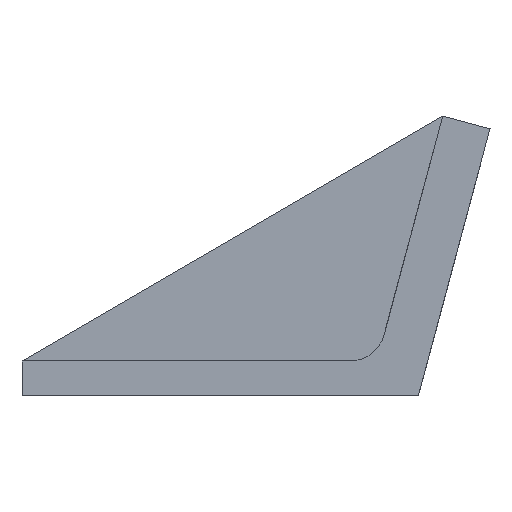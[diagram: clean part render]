
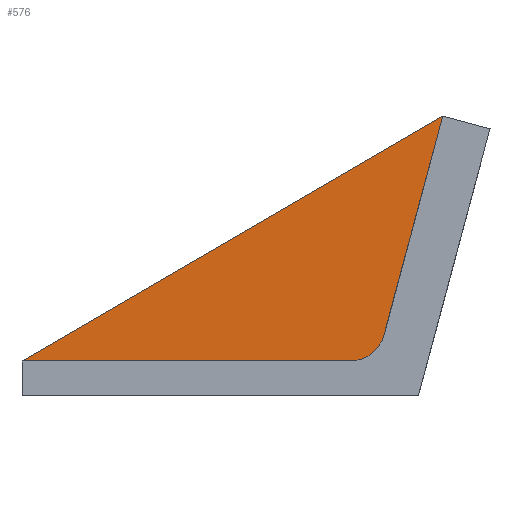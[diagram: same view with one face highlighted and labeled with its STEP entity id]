
A CAD part, left-side view. The second image highlights one B-rep face of the part: STEP entity #576.
In plain terms, the highlighted planar face has unit normal (-1, 0, 0).
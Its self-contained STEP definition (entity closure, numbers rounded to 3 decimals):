
#52 = DIRECTION ( 'NONE',  ( -1., 0., 0. ) ) ;
#58 = AXIS2_PLACEMENT_3D ( 'NONE', #1340, #52, #616 ) ;
#60 = ORIENTED_EDGE ( 'NONE', *, *, #499, .T. ) ;
#126 = CARTESIAN_POINT ( 'NONE',  ( -10., 30., 57. ) ) ;
#129 = PLANE ( 'NONE',  #864 ) ;
#149 = ORIENTED_EDGE ( 'NONE', *, *, #1031, .T. ) ;
#242 = DIRECTION ( 'NONE',  ( -1., 0., 0. ) ) ;
#255 = DIRECTION ( 'NONE',  ( 0., -1., 0. ) ) ;
#305 = CARTESIAN_POINT ( 'NONE',  ( -10., -16.892, 57. ) ) ;
#396 = VECTOR ( 'NONE', #844, 1000. ) ;
#419 = LINE ( 'NONE', #851, #396 ) ;
#437 = CARTESIAN_POINT ( 'NONE',  ( -10., -16.892, 62. ) ) ;
#499 = EDGE_CURVE ( 'NONE', #1126, #901, #419, .T. ) ;
#561 = DIRECTION ( 'NONE',  ( 0., 0., 1. ) ) ;
#576 = ADVANCED_FACE ( 'NONE', ( #967 ), #129, .T. ) ;
#587 = EDGE_LOOP ( 'NONE', ( #60, #149, #843, #1269 ) ) ;
#616 = DIRECTION ( 'NONE',  ( 0., 0., 1. ) ) ;
#653 = CIRCLE ( 'NONE', #58, 5. ) ;
#670 = LINE ( 'NONE', #126, #760 ) ;
#679 = CARTESIAN_POINT ( 'NONE',  ( -10., -21.721, 60.706 ) ) ;
#760 = VECTOR ( 'NONE', #255, 1000. ) ;
#783 = CARTESIAN_POINT ( 'NONE',  ( -10., -30.106, 92. ) ) ;
#843 = ORIENTED_EDGE ( 'NONE', *, *, #1278, .T. ) ;
#844 = DIRECTION ( 'NONE',  ( 0., 0.864, -0.503 ) ) ;
#851 = CARTESIAN_POINT ( 'NONE',  ( -10., -30.106, 92. ) ) ;
#864 = AXIS2_PLACEMENT_3D ( 'NONE', #437, #242, #561 ) ;
#901 = VERTEX_POINT ( 'NONE', #1114 ) ;
#940 = LINE ( 'NONE', #679, #1002 ) ;
#967 = FACE_OUTER_BOUND ( 'NONE', #587, .T. ) ;
#985 = EDGE_CURVE ( 'NONE', #1111, #1126, #940, .T. ) ;
#998 = DIRECTION ( 'NONE',  ( 0., -0.259, 0.966 ) ) ;
#1002 = VECTOR ( 'NONE', #998, 1000. ) ;
#1031 = EDGE_CURVE ( 'NONE', #901, #1322, #670, .T. ) ;
#1111 = VERTEX_POINT ( 'NONE', #1194 ) ;
#1114 = CARTESIAN_POINT ( 'NONE',  ( -10., 30., 57. ) ) ;
#1126 = VERTEX_POINT ( 'NONE', #783 ) ;
#1194 = CARTESIAN_POINT ( 'NONE',  ( -10., -21.721, 60.706 ) ) ;
#1269 = ORIENTED_EDGE ( 'NONE', *, *, #985, .T. ) ;
#1278 = EDGE_CURVE ( 'NONE', #1322, #1111, #653, .T. ) ;
#1322 = VERTEX_POINT ( 'NONE', #305 ) ;
#1340 = CARTESIAN_POINT ( 'NONE',  ( -10., -16.892, 62. ) ) ;
